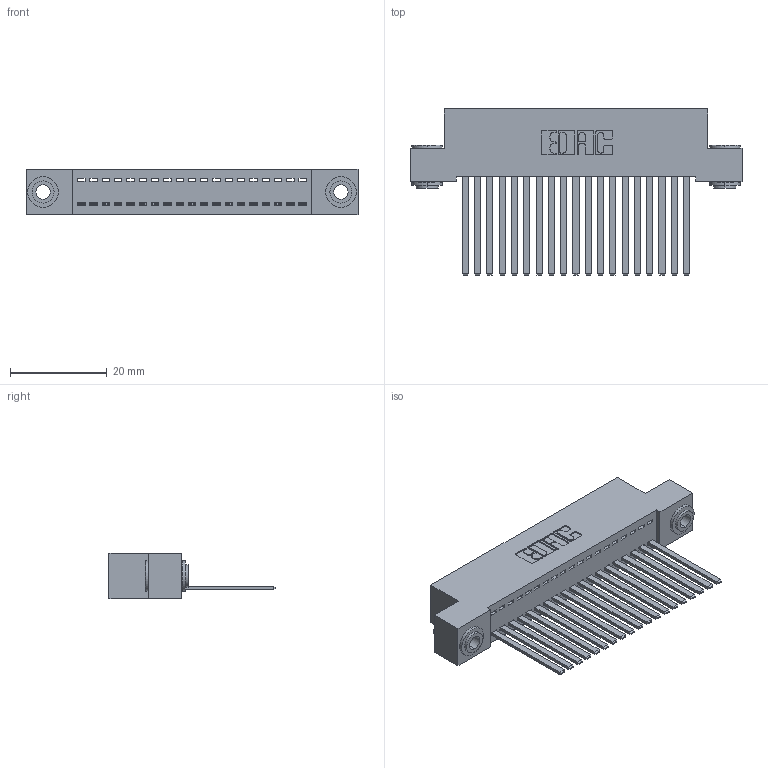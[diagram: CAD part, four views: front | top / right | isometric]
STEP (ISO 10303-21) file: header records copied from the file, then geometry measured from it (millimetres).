
FILE_DESCRIPTION (( 'STEP AP203' ), '1' );
FILE_NAME ('342-019-544-103.STEP', '2019-10-01T20:40:35', ( '' ), ( '' ), 'SwSTEP 2.0', 'SolidWorks 2016', '' );
FILE_SCHEMA (( 'CONFIG_CONTROL_DESIGN' ));
Length unit declared in the file: inch
Products named in the file (4): 342 Part_.156 TH; 345-292-001_345-293-144; 342-250-002_345-250-002-102; 342-019-544-103
Assembly tree (22 placements, depth 2):
  342-019-544-103
    342 Part_.156 TH
    345-292-001_345-293-144  x19
    342-250-002_345-250-002-102  x2
Bounding box: 68.58 x 34.3 x 9.4 mm (x, y, z)
Volume: 6171.2 mm3; surface area: 9485.2 mm2
Topology: 22 solids, 22 shells, 1136 faces, 3377 edges, 2222 vertices
Faces by surface type: plane 798, cylinder 330, cone 8
Entity records: 14924 total; most frequent: CARTESIAN_POINT 2554, ORIENTED_EDGE 2502, DIRECTION 2231, EDGE_CURVE 1251, VECTOR 1103, LINE 1103, VERTEX_POINT 830, AXIS2_PLACEMENT_3D 564
